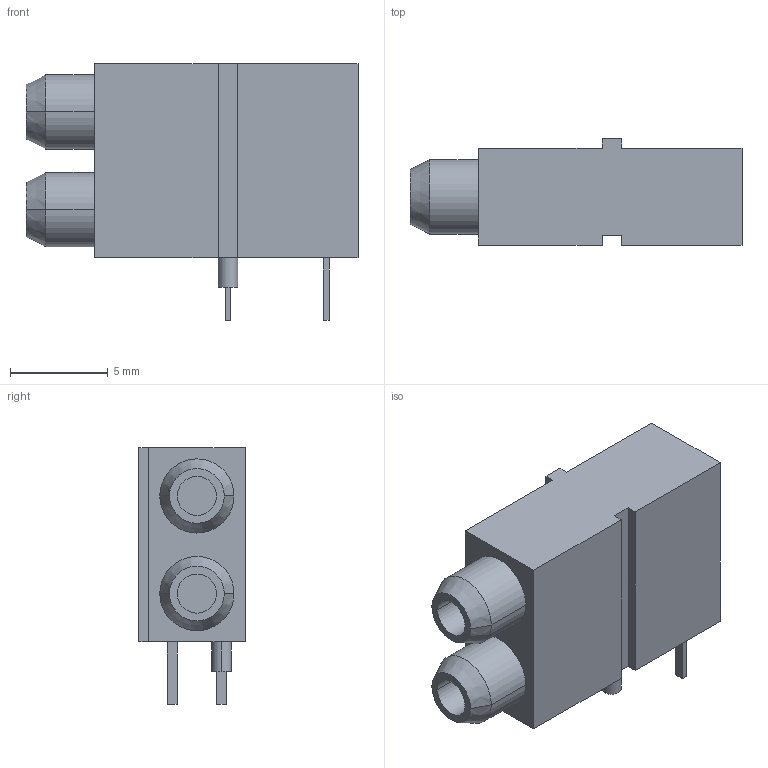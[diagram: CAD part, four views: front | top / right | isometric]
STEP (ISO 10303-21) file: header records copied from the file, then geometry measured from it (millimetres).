
FILE_DESCRIPTION((''),'2;1');
FILE_NAME('MENTOR_1813.2235.stp','2008-03-07T18:06:02',(''),(''),'Mechanical Desktop 2008','Mechanical Desktop 2008',', , ');
FILE_SCHEMA(('AUTOMOTIVE_DESIGN { 1 2 10303 214 1 1 1 1 }'));
Length unit declared in the file: millimetre
Products named in the file (1): Product
Bounding box: 17 x 5.45 x 13.15 mm (x, y, z)
Volume: 719 mm3; surface area: 652.7 mm2
Topology: 3 solids, 3 shells, 45 faces, 98 edges, 64 vertices
Faces by surface type: plane 31, cylinder 10, cone 4
Entity records: 1274 total; most frequent: DIRECTION 214, CARTESIAN_POINT 208, ORIENTED_EDGE 196, EDGE_CURVE 98, VECTOR 74, LINE 74, AXIS2_PLACEMENT_3D 70, VERTEX_POINT 64
